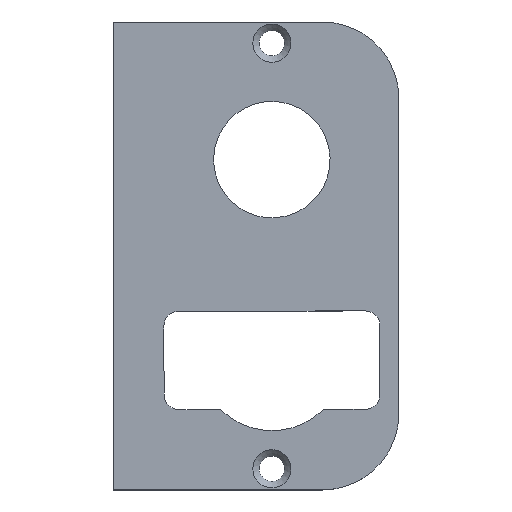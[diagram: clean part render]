
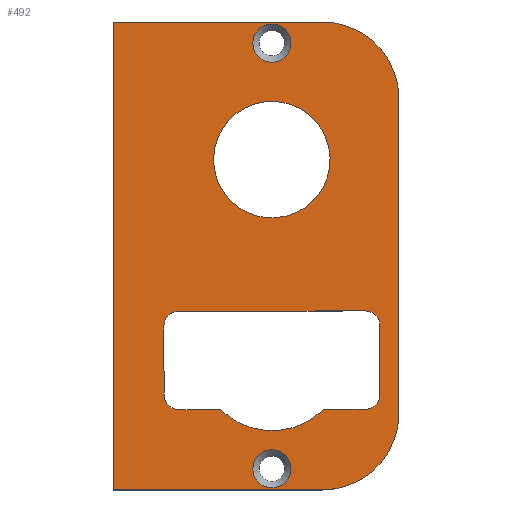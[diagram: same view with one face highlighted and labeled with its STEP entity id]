
A CAD part, top view. The second image highlights one B-rep face of the part: STEP entity #492.
In plain terms, the highlighted planar face has unit normal (0, 0, 1).
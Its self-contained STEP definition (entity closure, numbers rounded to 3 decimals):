
#19=FACE_BOUND('',#89,.T.);
#20=FACE_BOUND('',#90,.T.);
#21=FACE_BOUND('',#91,.T.);
#22=FACE_BOUND('',#92,.T.);
#34=PLANE('',#559);
#59=FACE_OUTER_BOUND('',#88,.T.);
#88=EDGE_LOOP('',(#431,#432,#433,#434,#435,#436));
#89=EDGE_LOOP('',(#437,#438,#439,#440,#441,#442,#443,#444,#445,#446,#447,
#448));
#90=EDGE_LOOP('',(#449,#450));
#91=EDGE_LOOP('',(#451));
#92=EDGE_LOOP('',(#452));
#98=LINE('',#730,#139);
#102=LINE('',#742,#143);
#106=LINE('',#754,#147);
#111=LINE('',#772,#152);
#115=LINE('',#782,#156);
#118=LINE('',#790,#159);
#123=LINE('',#803,#164);
#124=LINE('',#806,#165);
#134=LINE('',#849,#175);
#139=VECTOR('',#581,10.);
#143=VECTOR('',#593,10.);
#147=VECTOR('',#605,10.);
#152=VECTOR('',#624,10.);
#156=VECTOR('',#636,10.);
#159=VECTOR('',#641,10.);
#164=VECTOR('',#654,10.);
#165=VECTOR('',#657,10.);
#175=VECTOR('',#707,10.);
#177=CIRCLE('',#510,1.4);
#179=CIRCLE('',#513,5.4);
#181=CIRCLE('',#517,1.4);
#183=CIRCLE('',#521,1.4);
#185=CIRCLE('',#525,5.4);
#187=CIRCLE('',#528,1.4);
#189=CIRCLE('',#532,6.9);
#191=CIRCLE('',#537,7.2);
#193=CIRCLE('',#542,7.2);
#196=CIRCLE('',#547,1.8);
#199=CIRCLE('',#552,1.8);
#200=CIRCLE('',#554,5.5);
#201=CIRCLE('',#555,5.5);
#206=VERTEX_POINT('',#715);
#207=VERTEX_POINT('',#717);
#209=VERTEX_POINT('',#723);
#211=VERTEX_POINT('',#729);
#213=VERTEX_POINT('',#735);
#215=VERTEX_POINT('',#741);
#217=VERTEX_POINT('',#747);
#219=VERTEX_POINT('',#753);
#221=VERTEX_POINT('',#759);
#223=VERTEX_POINT('',#765);
#225=VERTEX_POINT('',#771);
#227=VERTEX_POINT('',#777);
#230=VERTEX_POINT('',#787);
#231=VERTEX_POINT('',#789);
#234=VERTEX_POINT('',#796);
#235=VERTEX_POINT('',#798);
#236=VERTEX_POINT('',#805);
#239=VERTEX_POINT('',#813);
#242=VERTEX_POINT('',#823);
#245=VERTEX_POINT('',#833);
#246=VERTEX_POINT('',#837);
#247=VERTEX_POINT('',#838);
#252=EDGE_CURVE('',#207,#206,#177,.T.);
#255=EDGE_CURVE('',#209,#207,#179,.T.);
#258=EDGE_CURVE('',#211,#209,#98,.T.);
#261=EDGE_CURVE('',#213,#211,#181,.T.);
#264=EDGE_CURVE('',#215,#213,#102,.T.);
#267=EDGE_CURVE('',#217,#215,#183,.T.);
#270=EDGE_CURVE('',#219,#217,#106,.T.);
#273=EDGE_CURVE('',#221,#219,#185,.T.);
#276=EDGE_CURVE('',#223,#221,#187,.T.);
#279=EDGE_CURVE('',#225,#223,#111,.T.);
#282=EDGE_CURVE('',#227,#225,#189,.T.);
#285=EDGE_CURVE('',#206,#227,#115,.T.);
#288=EDGE_CURVE('',#231,#230,#118,.T.);
#292=EDGE_CURVE('',#235,#234,#191,.T.);
#295=EDGE_CURVE('',#234,#231,#123,.T.);
#296=EDGE_CURVE('',#236,#235,#124,.T.);
#300=EDGE_CURVE('',#239,#236,#193,.T.);
#305=EDGE_CURVE('',#242,#242,#196,.T.);
#310=EDGE_CURVE('',#245,#245,#199,.T.);
#312=EDGE_CURVE('',#246,#247,#200,.T.);
#313=EDGE_CURVE('',#247,#246,#201,.T.);
#318=EDGE_CURVE('',#230,#239,#134,.T.);
#431=ORIENTED_EDGE('',*,*,#292,.T.);
#432=ORIENTED_EDGE('',*,*,#295,.T.);
#433=ORIENTED_EDGE('',*,*,#288,.T.);
#434=ORIENTED_EDGE('',*,*,#318,.T.);
#435=ORIENTED_EDGE('',*,*,#300,.T.);
#436=ORIENTED_EDGE('',*,*,#296,.T.);
#437=ORIENTED_EDGE('',*,*,#270,.T.);
#438=ORIENTED_EDGE('',*,*,#267,.T.);
#439=ORIENTED_EDGE('',*,*,#264,.T.);
#440=ORIENTED_EDGE('',*,*,#261,.T.);
#441=ORIENTED_EDGE('',*,*,#258,.T.);
#442=ORIENTED_EDGE('',*,*,#255,.T.);
#443=ORIENTED_EDGE('',*,*,#252,.T.);
#444=ORIENTED_EDGE('',*,*,#285,.T.);
#445=ORIENTED_EDGE('',*,*,#282,.T.);
#446=ORIENTED_EDGE('',*,*,#279,.T.);
#447=ORIENTED_EDGE('',*,*,#276,.T.);
#448=ORIENTED_EDGE('',*,*,#273,.T.);
#449=ORIENTED_EDGE('',*,*,#312,.T.);
#450=ORIENTED_EDGE('',*,*,#313,.T.);
#451=ORIENTED_EDGE('',*,*,#305,.F.);
#452=ORIENTED_EDGE('',*,*,#310,.F.);
#492=ADVANCED_FACE('',(#59,#19,#20,#21,#22),#34,.T.);
#510=AXIS2_PLACEMENT_3D('',#718,#568,#569);
#513=AXIS2_PLACEMENT_3D('',#724,#575,#576);
#517=AXIS2_PLACEMENT_3D('',#736,#587,#588);
#521=AXIS2_PLACEMENT_3D('',#748,#599,#600);
#525=AXIS2_PLACEMENT_3D('',#760,#611,#612);
#528=AXIS2_PLACEMENT_3D('',#766,#618,#619);
#532=AXIS2_PLACEMENT_3D('',#778,#630,#631);
#537=AXIS2_PLACEMENT_3D('',#799,#648,#649);
#542=AXIS2_PLACEMENT_3D('',#814,#664,#665);
#547=AXIS2_PLACEMENT_3D('',#824,#676,#677);
#552=AXIS2_PLACEMENT_3D('',#834,#688,#689);
#554=AXIS2_PLACEMENT_3D('',#839,#693,#694);
#555=AXIS2_PLACEMENT_3D('',#840,#695,#696);
#559=AXIS2_PLACEMENT_3D('',#848,#705,#706);
#568=DIRECTION('center_axis',(0.,0.,
-1.));
#569=DIRECTION('ref_axis',(0.001,-1.,0.));
#575=DIRECTION('center_axis',(0.,0.,
-1.));
#576=DIRECTION('ref_axis',(0.997,-0.074,0.));
#581=DIRECTION('',(0.,-1.,0.));
#587=DIRECTION('center_axis',(0.,0.,
-1.));
#588=DIRECTION('ref_axis',(0.995,0.096,0.));
#593=DIRECTION('',(1.,0.001,0.));
#599=DIRECTION('center_axis',(0.,0.,
-1.));
#600=DIRECTION('ref_axis',(-0.001,1.,0.));
#605=DIRECTION('',(-0.001,1.,0.));
#611=DIRECTION('center_axis',(0.,0.,
-1.));
#612=DIRECTION('ref_axis',(-1.,-0.001,0.));
#618=DIRECTION('center_axis',(0.,0.,
-1.));
#619=DIRECTION('ref_axis',(-0.989,-0.149,0.));
#624=DIRECTION('',(-1.,-0.001,0.));
#630=DIRECTION('center_axis',(0.,0.,
-1.));
#631=DIRECTION('ref_axis',(-0.703,-0.711,0.));
#636=DIRECTION('',(-1.,-0.001,0.));
#641=DIRECTION('',(0.,-1.,0.));
#648=DIRECTION('center_axis',(0.,0.,
1.));
#649=DIRECTION('ref_axis',(1.,0.,0.));
#654=DIRECTION('',(-1.,0.,0.));
#657=DIRECTION('',(0.,1.,0.));
#664=DIRECTION('center_axis',(0.,0.,
1.));
#665=DIRECTION('ref_axis',(0.,-1.,0.));
#676=DIRECTION('center_axis',(0.,0.,
1.));
#677=DIRECTION('ref_axis',(0.,-1.,0.));
#688=DIRECTION('center_axis',(0.,0.,
1.));
#689=DIRECTION('ref_axis',(0.,-1.,0.));
#693=DIRECTION('center_axis',(0.,0.,
-1.));
#694=DIRECTION('ref_axis',(0.,-1.,0.));
#695=DIRECTION('center_axis',(0.,0.,
-1.));
#696=DIRECTION('ref_axis',(0.,-1.,0.));
#705=DIRECTION('center_axis',(0.,0.,
1.));
#706=DIRECTION('ref_axis',(0.,-1.,0.));
#707=DIRECTION('',(1.,0.,0.));
#715=CARTESIAN_POINT('',(9.814,-23.591,12.5));
#717=CARTESIAN_POINT('',(11.198,-22.397,12.5));
#718=CARTESIAN_POINT('Origin',(9.813,-22.191,12.5));
#723=CARTESIAN_POINT('',(11.2,-22.364,12.5));
#724=CARTESIAN_POINT('Origin',(5.813,-21.995,12.5));
#729=CARTESIAN_POINT('',(11.2,-15.557,12.5));
#730=CARTESIAN_POINT('',(11.2,-12.329,12.5));
#735=CARTESIAN_POINT('',(9.805,-14.291,12.5));
#736=CARTESIAN_POINT('Origin',(9.806,-15.691,12.5));
#741=CARTESIAN_POINT('',(-7.795,-14.309,12.5));
#742=CARTESIAN_POINT('',(-3.395,-14.304,12.5));
#747=CARTESIAN_POINT('',(-9.194,-15.71,12.5));
#748=CARTESIAN_POINT('Origin',(-7.794,-15.709,12.5));
#753=CARTESIAN_POINT('',(-9.187,-22.01,12.5));
#754=CARTESIAN_POINT('',(-9.194,-15.56,12.5));
#759=CARTESIAN_POINT('',(-9.172,-22.417,12.5));
#760=CARTESIAN_POINT('Origin',(-3.787,-22.005,12.5));
#765=CARTESIAN_POINT('',(-7.786,-23.609,12.5));
#766=CARTESIAN_POINT('Origin',(-7.787,-22.209,12.5));
#771=CARTESIAN_POINT('',(-3.844,-23.605,12.5));
#772=CARTESIAN_POINT('',(-1.415,-23.602,12.5));
#777=CARTESIAN_POINT('',(5.872,-23.595,12.5));
#778=CARTESIAN_POINT('Origin',(1.009,-18.7,12.5));
#782=CARTESIAN_POINT('',(5.414,-23.596,12.5));
#787=CARTESIAN_POINT('',(-14.,-31.2,12.5));
#789=CARTESIAN_POINT('',(-14.,13.,12.5));
#790=CARTESIAN_POINT('',(-14.,13.,12.5));
#796=CARTESIAN_POINT('',(5.8,13.,12.5));
#798=CARTESIAN_POINT('',(13.,5.8,12.5));
#799=CARTESIAN_POINT('Origin',(5.8,5.8,12.5));
#803=CARTESIAN_POINT('',(13.,13.,12.5));
#805=CARTESIAN_POINT('',(13.,-24.,12.5));
#806=CARTESIAN_POINT('',(13.,-24.,12.5));
#813=CARTESIAN_POINT('',(5.8,-31.2,12.5));
#814=CARTESIAN_POINT('Origin',(5.8,-24.,12.5));
#823=CARTESIAN_POINT('',(1.,12.8,12.5));
#824=CARTESIAN_POINT('Origin',(1.,11.,12.5));
#833=CARTESIAN_POINT('',(1.,-27.4,12.5));
#834=CARTESIAN_POINT('Origin',(1.,-29.2,12.5));
#837=CARTESIAN_POINT('',(-0.75,5.214,12.5));
#838=CARTESIAN_POINT('',(1.,5.5,12.5));
#839=CARTESIAN_POINT('Origin',(1.,0.,12.5));
#840=CARTESIAN_POINT('Origin',(1.,0.,12.5));
#848=CARTESIAN_POINT('Origin',(1.,-9.1,12.5));
#849=CARTESIAN_POINT('',(-14.,-31.2,12.5));
